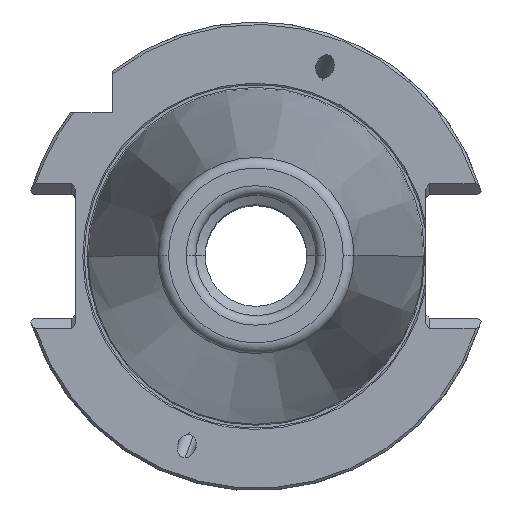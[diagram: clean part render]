
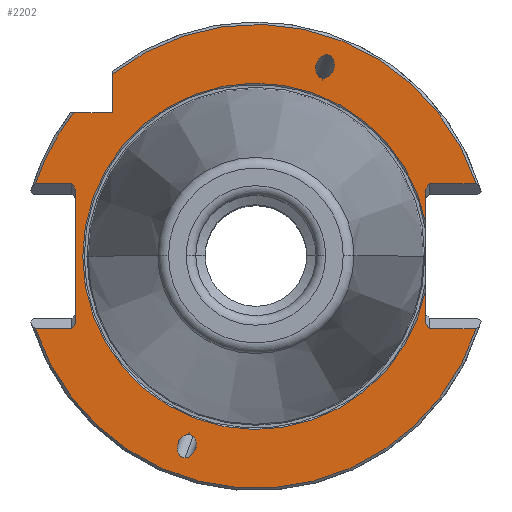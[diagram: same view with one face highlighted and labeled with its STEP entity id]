
A CAD part, top view. The second image highlights one B-rep face of the part: STEP entity #2202.
In plain terms, the highlighted planar face has unit normal (0, 0, 1).
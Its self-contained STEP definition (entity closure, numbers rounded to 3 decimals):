
#1370=EDGE_CURVE('NONE',#3160,#3030,#3723,.T.);
#1402=EDGE_CURVE('NONE',#3030,#2536,#3762,.T.);
#1472=EDGE_CURVE('NONE',#2946,#3160,#3844,.T.);
#1522=VERTEX_POINT('NONE',#3902);
#1648=VERTEX_POINT('NONE',#4046);
#1650=VERTEX_POINT('NONE',#4048);
#1774=VERTEX_POINT('NONE',#4185);
#1794=EDGE_CURVE('NONE',#1650,#1858,#4206,.T.);
#1852=VERTEX_POINT('NONE',#4266);
#1858=VERTEX_POINT('NONE',#4274);
#1884=EDGE_CURVE('NONE',#1858,#1650,#4300,.T.);
#2098=EDGE_CURVE('NONE',#2156,#3154,#4544,.T.);
#2132=EDGE_CURVE('NONE',#3292,#3068,#4584,.T.);
#2156=VERTEX_POINT('NONE',#4609);
#2202=ADVANCED_FACE('NONE',(#4661,#4662,#4663),#4664,.F.);
#2224=EDGE_CURVE('NONE',#3146,#1852,#4687,.T.);
#2244=VERTEX_POINT('NONE',#4708);
#2294=EDGE_CURVE('NONE',#2676,#3248,#4765,.T.);
#2308=EDGE_CURVE('NONE',#1522,#2684,#4779,.T.);
#2404=VERTEX_POINT('NONE',#4886);
#2536=VERTEX_POINT('NONE',#5030);
#2570=VERTEX_POINT('NONE',#5069);
#2588=EDGE_CURVE('NONE',#1774,#3292,#5087,.T.);
#2608=EDGE_CURVE('NONE',#2156,#2404,#5110,.T.);
#2676=VERTEX_POINT('NONE',#5188);
#2684=VERTEX_POINT('NONE',#5196);
#2708=EDGE_CURVE('NONE',#2676,#2404,#5223,.T.);
#2844=EDGE_CURVE('NONE',#2966,#3068,#5372,.T.);
#2902=EDGE_CURVE('NONE',#2684,#1522,#5440,.T.);
#2910=EDGE_CURVE('NONE',#3248,#1774,#5448,.T.);
#2922=EDGE_CURVE('NONE',#3146,#2570,#5462,.T.);
#2946=VERTEX_POINT('NONE',#5488);
#2966=VERTEX_POINT('NONE',#5510);
#3030=VERTEX_POINT('NONE',#5577);
#3038=EDGE_CURVE('NONE',#2244,#1852,#5585,.T.);
#3044=EDGE_CURVE('NONE',#2244,#3154,#5591,.T.);
#3068=VERTEX_POINT('NONE',#5618);
#3098=EDGE_CURVE('NONE',#2570,#2536,#5649,.T.);
#3144=EDGE_CURVE('NONE',#1648,#2946,#5698,.T.);
#3146=VERTEX_POINT('NONE',#5700);
#3154=VERTEX_POINT('NONE',#5708);
#3160=VERTEX_POINT('NONE',#5715);
#3166=EDGE_CURVE('NONE',#1648,#2966,#5721,.T.);
#3248=VERTEX_POINT('NONE',#5806);
#3292=VERTEX_POINT('NONE',#5853);
#3723=LINE('',#6398,#6399);
#3762=CIRCLE('',#6456,48.225);
#3844=LINE('',#6563,#6564);
#3902=CARTESIAN_POINT('',(14.702,41.887,-1.5));
#4046=CARTESIAN_POINT('',(35.3,7.065,-1.5));
#4048=CARTESIAN_POINT('',(-14.027,-37.047,-1.5));
#4185=CARTESIAN_POINT('',(36.05,-15.05,-1.5));
#4206=(B_SPLINE_CURVE(3,(#7189,#7190,#7191,#7192),.UNSPECIFIED.,.F.,.F.)B_SPLINE_CURVE_WITH_KNOTS((4,4),(2.87,6.011),.UNSPECIFIED.)RATIONAL_B_SPLINE_CURVE((1.0,0.333,0.333,1.0))BOUNDED_CURVE()REPRESENTATION_ITEM('')GEOMETRIC_REPRESENTATION_ITEM()CURVE());
#4266=CARTESIAN_POINT('',(-45.816,15.05,-1.5));
#4274=CARTESIAN_POINT('',(-14.702,-41.887,-1.5));
#4300=(B_SPLINE_CURVE(3,(#7415,#7416,#7417,#7418),.UNSPECIFIED.,.F.,.F.)B_SPLINE_CURVE_WITH_KNOTS((4,4),(6.011,9.153),.UNSPECIFIED.)RATIONAL_B_SPLINE_CURVE((1.0,0.333,0.333,1.0))BOUNDED_CURVE()REPRESENTATION_ITEM('')GEOMETRIC_REPRESENTATION_ITEM()CURVE());
#4544=LINE('',#7785,#7786);
#4584=LINE('',#7858,#7859);
#4609=CARTESIAN_POINT('',(-37.5,-13.989,-1.5));
#4661=FACE_OUTER_BOUND('',#7971,.T.);
#4662=FACE_BOUND('',#7972,.T.);
#4663=FACE_BOUND('',#7973,.T.);
#4664=PLANE('',#7974);
#4687=CIRCLE('',#8053,48.225);
#4708=CARTESIAN_POINT('',(-38.25,15.05,-1.5));
#4765=CIRCLE('',#8156,48.225);
#4779=(B_SPLINE_CURVE(3,(#8199,#8200,#8201,#8202),.UNSPECIFIED.,.F.,.F.)B_SPLINE_CURVE_WITH_KNOTS((4,4),(6.011,9.153),.UNSPECIFIED.)RATIONAL_B_SPLINE_CURVE((1.0,0.333,0.333,1.0))BOUNDED_CURVE()REPRESENTATION_ITEM('')GEOMETRIC_REPRESENTATION_ITEM()CURVE());
#4886=CARTESIAN_POINT('',(-38.25,-15.05,-1.5));
#5030=CARTESIAN_POINT('',(-29.85,37.876,-1.5));
#5069=CARTESIAN_POINT('',(-29.85,29.85,-1.5));
#5087=LINE('',#8764,#8765);
#5110=LINE('',#8794,#8795);
#5188=CARTESIAN_POINT('',(-45.816,-15.05,-1.5));
#5196=CARTESIAN_POINT('',(14.027,37.047,-1.5));
#5223=LINE('',#9001,#9002);
#5372=CIRCLE('',#9218,36.0);
#5440=(B_SPLINE_CURVE(3,(#9309,#9310,#9311,#9312),.UNSPECIFIED.,.F.,.F.)B_SPLINE_CURVE_WITH_KNOTS((4,4),(2.87,6.011),.UNSPECIFIED.)RATIONAL_B_SPLINE_CURVE((1.0,0.333,0.333,1.0))BOUNDED_CURVE()REPRESENTATION_ITEM('')GEOMETRIC_REPRESENTATION_ITEM()CURVE());
#5448=LINE('',#9330,#9331);
#5462=LINE('',#9350,#9351);
#5488=CARTESIAN_POINT('',(35.3,13.989,-1.5));
#5510=CARTESIAN_POINT('',(-36.0,0.,-1.5));
#5577=CARTESIAN_POINT('',(45.816,15.05,-1.5));
#5585=LINE('',#9538,#9539);
#5591=LINE('',#9550,#9551);
#5618=CARTESIAN_POINT('',(35.3,-7.065,-1.5));
#5649=LINE('',#9639,#9640);
#5698=LINE('',#9780,#9781);
#5700=CARTESIAN_POINT('',(-37.876,29.85,-1.5));
#5708=CARTESIAN_POINT('',(-37.5,13.989,-1.5));
#5715=CARTESIAN_POINT('',(36.05,15.05,-1.5));
#5721=CIRCLE('',#9809,36.0);
#5806=CARTESIAN_POINT('',(45.816,-15.05,-1.5));
#5853=CARTESIAN_POINT('',(35.3,-13.989,-1.5));
#6398=CARTESIAN_POINT('',(0.,15.05,-1.5));
#6399=VECTOR('',#10739,1000.0);
#6456=AXIS2_PLACEMENT_3D('',#10798,#10799,#10800);
#6563=CARTESIAN_POINT('',(0.372,-35.407,-1.5));
#6564=VECTOR('',#10931,1000.0);
#7189=CARTESIAN_POINT('',(-14.027,-37.047,-1.5));
#7190=CARTESIAN_POINT('',(-10.132,-37.047,-1.5));
#7191=CARTESIAN_POINT('',(-10.807,-41.887,-1.5));
#7192=CARTESIAN_POINT('',(-14.702,-41.887,-1.5));
#7415=CARTESIAN_POINT('',(-14.702,-41.887,-1.5));
#7416=CARTESIAN_POINT('',(-18.598,-41.887,-1.5));
#7417=CARTESIAN_POINT('',(-17.923,-37.047,-1.5));
#7418=CARTESIAN_POINT('',(-14.027,-37.047,-1.5));
#7785=CARTESIAN_POINT('',(-37.5,-35.144,-1.5));
#7786=VECTOR('',#11756,1000.0);
#7858=CARTESIAN_POINT('',(35.3,-35.144,-1.5));
#7859=VECTOR('',#11817,1000.0);
#7971=EDGE_LOOP('',(#11928,#11929,#11930,#11931,#11932,#11933,#11934,#11935,#11936,#11937,#11938,#11939,#11940,#11941,#11942,#11943,#11944,#11945));
#7972=EDGE_LOOP('',(#11946,#11947));
#7973=EDGE_LOOP('',(#11948,#11949));
#7974=AXIS2_PLACEMENT_3D('',#11950,#11951,#11952);
#8053=AXIS2_PLACEMENT_3D('',#11965,#11966,#11967);
#8156=AXIS2_PLACEMENT_3D('',#12040,#12041,#12042);
#8199=CARTESIAN_POINT('',(14.702,41.887,-1.5));
#8200=CARTESIAN_POINT('',(18.598,41.887,-1.5));
#8201=CARTESIAN_POINT('',(17.923,37.047,-1.5));
#8202=CARTESIAN_POINT('',(14.027,37.047,-1.5));
#8764=CARTESIAN_POINT('',(33.506,-11.452,-1.5));
#8765=VECTOR('',#12388,1000.0);
#8794=CARTESIAN_POINT('',(-34.972,-10.415,-1.5));
#8795=VECTOR('',#12423,1000.0);
#9001=CARTESIAN_POINT('',(0.,-15.05,-1.5));
#9002=VECTOR('',#12569,1000.0);
#9218=AXIS2_PLACEMENT_3D('',#12735,#12736,#12737);
#9309=CARTESIAN_POINT('',(14.027,37.047,-1.5));
#9310=CARTESIAN_POINT('',(10.132,37.047,-1.5));
#9311=CARTESIAN_POINT('',(10.807,41.887,-1.5));
#9312=CARTESIAN_POINT('',(14.702,41.887,-1.5));
#9330=CARTESIAN_POINT('',(0.,-15.05,-1.5));
#9331=VECTOR('',#12831,1000.0);
#9350=CARTESIAN_POINT('',(-49.85,29.85,-1.5));
#9351=VECTOR('',#12850,1000.0);
#9538=CARTESIAN_POINT('',(0.,15.05,-1.5));
#9539=VECTOR('',#12950,1000.0);
#9550=CARTESIAN_POINT('',(-1.838,-36.444,-1.5));
#9551=VECTOR('',#12953,1000.0);
#9639=CARTESIAN_POINT('',(-29.85,29.85,-1.5));
#9640=VECTOR('',#13001,1000.0);
#9780=CARTESIAN_POINT('',(35.3,-35.144,-1.5));
#9781=VECTOR('',#13040,1000.0);
#9809=AXIS2_PLACEMENT_3D('',#13055,#13056,#13057);
#10739=DIRECTION('',(1.0,0.,-0.0));
#10798=CARTESIAN_POINT('',(0.0,0.0,-1.5));
#10799=DIRECTION('',(0.0,0.0,1.0));
#10800=DIRECTION('',(1.0,0.,-0.0));
#10931=DIRECTION('',(0.577,0.816,0.0));
#11756=DIRECTION('',(0.,1.0,0.0));
#11817=DIRECTION('',(0.,1.0,0.0));
#11928=ORIENTED_EDGE('',*,*,#2708,.F.);
#11929=ORIENTED_EDGE('',*,*,#2294,.T.);
#11930=ORIENTED_EDGE('',*,*,#2910,.T.);
#11931=ORIENTED_EDGE('',*,*,#2588,.T.);
#11932=ORIENTED_EDGE('',*,*,#2132,.T.);
#11933=ORIENTED_EDGE('',*,*,#2844,.F.);
#11934=ORIENTED_EDGE('',*,*,#3166,.F.);
#11935=ORIENTED_EDGE('',*,*,#3144,.T.);
#11936=ORIENTED_EDGE('',*,*,#1472,.T.);
#11937=ORIENTED_EDGE('',*,*,#1370,.T.);
#11938=ORIENTED_EDGE('',*,*,#1402,.T.);
#11939=ORIENTED_EDGE('',*,*,#3098,.F.);
#11940=ORIENTED_EDGE('',*,*,#2922,.F.);
#11941=ORIENTED_EDGE('',*,*,#2224,.T.);
#11942=ORIENTED_EDGE('',*,*,#3038,.F.);
#11943=ORIENTED_EDGE('',*,*,#3044,.T.);
#11944=ORIENTED_EDGE('',*,*,#2098,.F.);
#11945=ORIENTED_EDGE('',*,*,#2608,.T.);
#11946=ORIENTED_EDGE('',*,*,#1884,.T.);
#11947=ORIENTED_EDGE('',*,*,#1794,.T.);
#11948=ORIENTED_EDGE('',*,*,#2308,.T.);
#11949=ORIENTED_EDGE('',*,*,#2902,.T.);
#11950=CARTESIAN_POINT('',(0.,-35.144,-1.5));
#11951=DIRECTION('',(-0.0,0.0,-1.0));
#11952=DIRECTION('',(0.,-1.0,0.0));
#11965=CARTESIAN_POINT('',(0.0,0.0,-1.5));
#11966=DIRECTION('',(0.0,0.0,1.0));
#11967=DIRECTION('',(1.0,0.,-0.0));
#12040=CARTESIAN_POINT('',(0.0,0.0,-1.5));
#12041=DIRECTION('',(0.0,0.0,1.0));
#12042=DIRECTION('',(1.0,0.,-0.0));
#12388=DIRECTION('',(-0.577,0.816,0.0));
#12423=DIRECTION('',(-0.577,-0.816,0.0));
#12569=DIRECTION('',(1.0,0.,-0.0));
#12735=CARTESIAN_POINT('',(0.0,0.0,-1.5));
#12736=DIRECTION('',(0.0,0.0,1.0));
#12737=DIRECTION('',(1.0,0.,-0.0));
#12831=DIRECTION('',(-1.0,0.,0.0));
#12850=DIRECTION('',(1.0,0.,0.0));
#12950=DIRECTION('',(-1.0,0.,0.0));
#12953=DIRECTION('',(0.577,-0.816,-0.0));
#13001=DIRECTION('',(0.,1.0,0.0));
#13040=DIRECTION('',(0.,1.0,0.0));
#13055=CARTESIAN_POINT('',(0.0,0.0,-1.5));
#13056=DIRECTION('',(0.0,0.0,1.0));
#13057=DIRECTION('',(1.0,0.,-0.0));
